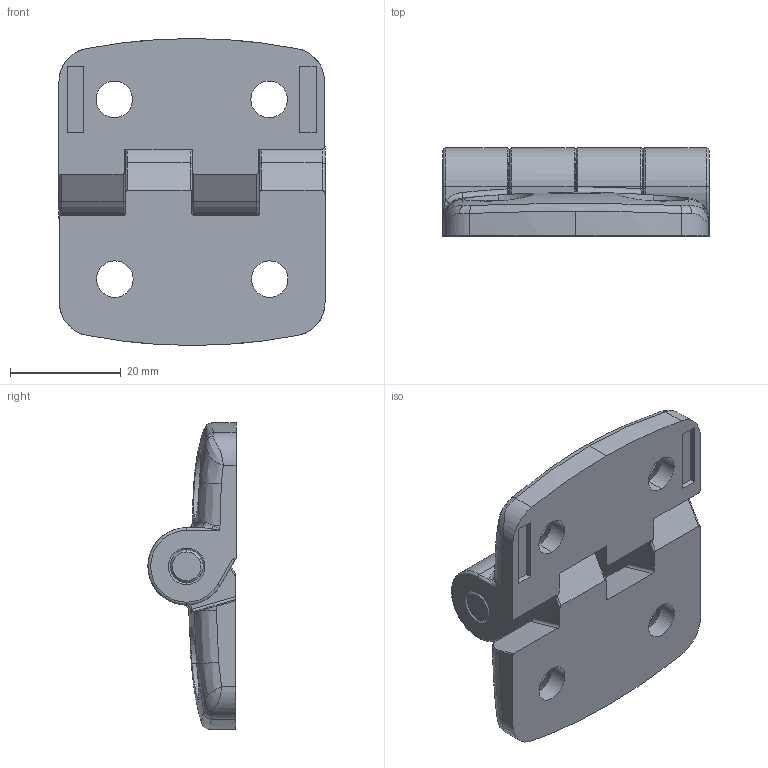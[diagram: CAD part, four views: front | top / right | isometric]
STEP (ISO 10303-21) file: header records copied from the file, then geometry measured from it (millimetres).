
FILE_DESCRIPTION(('STEP AP214'),'1');
FILE_NAME('fath_095k2530f00.stp','2017-10-10T13:25:20',('TraceParts'),('TraceParts S.A.'),'Spatial InterOp 3D',' ',' ');
FILE_SCHEMA(('automotive_design'));
Length unit declared in the file: millimetre
Products named in the file (3): fath_095k2530f00_1; fath_095k2530f00_2; fath_095k2530f00_3
Bounding box: 48.1 x 15.95 x 55.5 mm (x, y, z)
Volume: 19829.3 mm3; surface area: 10312.4 mm2
Topology: 3 solids, 3 shells, 198 faces, 494 edges, 292 vertices
Faces by surface type: cylinder 64, bspline 57, plane 36, torus 28, cone 13
Entity records: 9764 total; most frequent: CARTESIAN_POINT 3902, ORIENTED_EDGE 970, DIRECTION 764, EDGE_CURVE 485, AXIS2_PLACEMENT_3D 310, VERTEX_POINT 292, EDGE_LOOP 213, STYLED_ITEM 201
